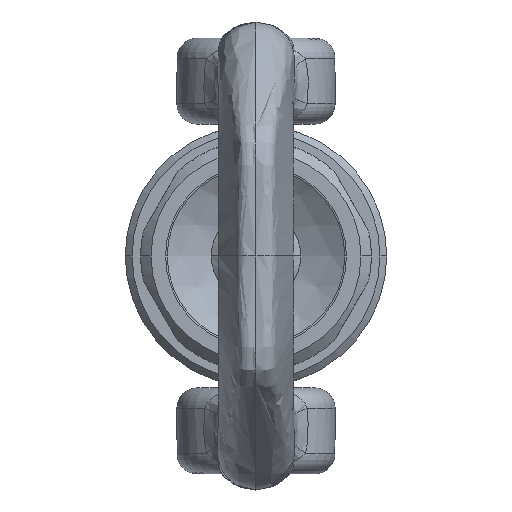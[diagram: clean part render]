
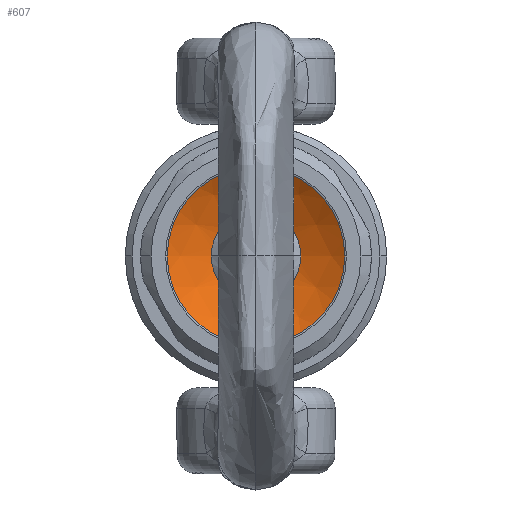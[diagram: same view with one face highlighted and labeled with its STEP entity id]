
A CAD part, left-side view. The second image highlights one B-rep face of the part: STEP entity #607.
In plain terms, the highlighted spherical face has radius 22 mm.
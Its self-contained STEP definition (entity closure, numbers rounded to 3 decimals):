
#607=ADVANCED_FACE('',(#1347,#1348),#1349,.F.);
#1347=FACE_OUTER_BOUND('',#13562,.T.);
#1348=FACE_BOUND('',#13563,.T.);
#1349=SPHERICAL_SURFACE('',#13564,22.0);
#13562=EDGE_LOOP('',(#15316,#15317));
#13563=EDGE_LOOP('',(#15318,#15319,#15320));
#13564=AXIS2_PLACEMENT_3D('',#15321,#15322,#15323);
#15316=ORIENTED_EDGE('',*,*,#16983,.T.);
#15317=ORIENTED_EDGE('',*,*,#17072,.T.);
#15318=ORIENTED_EDGE('',*,*,#17039,.T.);
#15319=ORIENTED_EDGE('',*,*,#17034,.T.);
#15320=ORIENTED_EDGE('',*,*,#17040,.T.);
#15321=CARTESIAN_POINT('',(-17.748,0.0,0.0));
#15322=DIRECTION('',(0.0,0.0,-1.0));
#15323=DIRECTION('',(0.0,1.0,0.0));
#16983=EDGE_CURVE('',#18289,#18293,#18295,.T.);
#17034=EDGE_CURVE('',#18379,#18377,#18380,.T.);
#17039=EDGE_CURVE('',#18386,#18379,#18387,.T.);
#17040=EDGE_CURVE('',#18377,#18386,#18388,.T.);
#17072=EDGE_CURVE('',#18293,#18289,#18425,.T.);
#18289=VERTEX_POINT('',#28707);
#18293=VERTEX_POINT('',#28711);
#18295=CIRCLE('',#28713,12.896);
#18377=VERTEX_POINT('',#28812);
#18379=VERTEX_POINT('',#28815);
#18380=CIRCLE('',#28816,6.5);
#18386=VERTEX_POINT('',#28823);
#18387=CIRCLE('',#28824,6.5);
#18388=CIRCLE('',#28825,6.5);
#18425=CIRCLE('',#28864,12.896);
#28707=CARTESIAN_POINT('',(0.076,-12.896,0.));
#28711=CARTESIAN_POINT('',(0.076,12.896,0.));
#28713=AXIS2_PLACEMENT_3D('',#30611,#30612,#30613);
#28812=CARTESIAN_POINT('',(3.27,0.,6.5));
#28815=CARTESIAN_POINT('',(3.27,0.,-6.5));
#28816=AXIS2_PLACEMENT_3D('',#30695,#30696,#30697);
#28823=CARTESIAN_POINT('',(3.27,-6.5,0.));
#28824=AXIS2_PLACEMENT_3D('',#30705,#30706,#30707);
#28825=AXIS2_PLACEMENT_3D('',#30708,#30709,#30710);
#28864=AXIS2_PLACEMENT_3D('',#30764,#30765,#30766);
#30611=CARTESIAN_POINT('',(0.076,0.,0.0));
#30612=DIRECTION('',(-1.0,0.,0.0));
#30613=DIRECTION('',(0.,-1.0,0.0));
#30695=CARTESIAN_POINT('',(3.27,0.,0.));
#30696=DIRECTION('',(1.0,0.,0.));
#30697=DIRECTION('',(0.,-1.0,0.));
#30705=CARTESIAN_POINT('',(3.27,0.,0.));
#30706=DIRECTION('',(1.0,0.,0.));
#30707=DIRECTION('',(0.,-1.0,0.));
#30708=CARTESIAN_POINT('',(3.27,0.,0.));
#30709=DIRECTION('',(1.0,0.,0.));
#30710=DIRECTION('',(0.,-1.0,0.));
#30764=CARTESIAN_POINT('',(0.076,0.,0.0));
#30765=DIRECTION('',(-1.0,0.,0.0));
#30766=DIRECTION('',(0.,-1.0,0.0));
